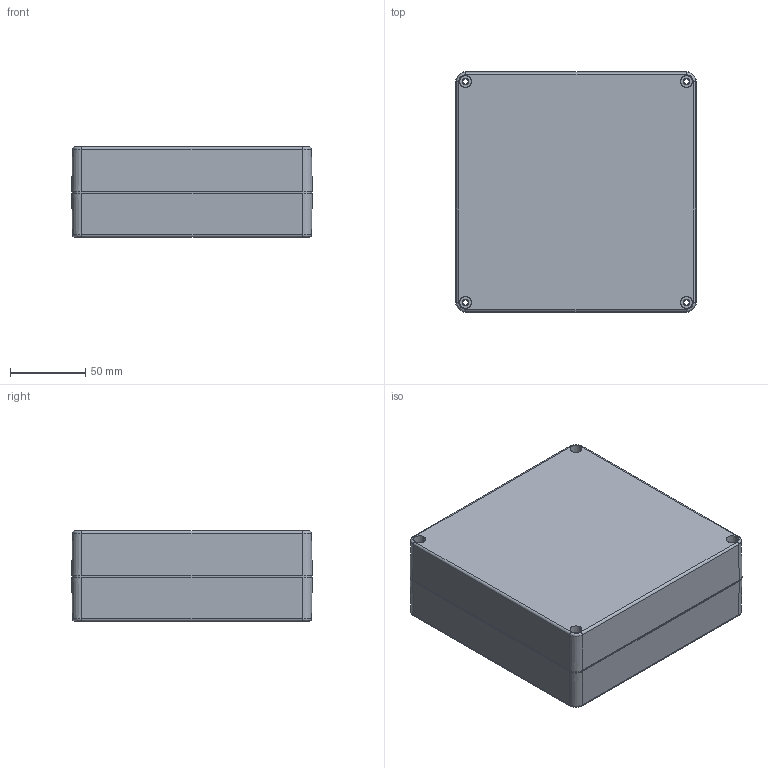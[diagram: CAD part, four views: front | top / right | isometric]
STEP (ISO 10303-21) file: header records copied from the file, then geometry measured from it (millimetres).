
FILE_DESCRIPTION (( 'STEP AP214' ), '1' );
FILE_NAME ('P287-IP67;A396-IP67.STEP', '2020-02-15T06:16:12', ( '' ), ( '' ), 'SwSTEP 2.0', 'SolidWorks 2014', '' );
FILE_SCHEMA (( 'AUTOMOTIVE_DESIGN' ));
Length unit declared in the file: millimetre
Products named in the file (4): G287 ,G396-COVER-GASKET; G287 ,G396-COVER; G287 ,G396-BASE; P287-IP67;A396-IP67
Assembly tree (3 placements, depth 2):
  P287-IP67;A396-IP67
    G287 ,G396-BASE
    G287 ,G396-COVER
    G287 ,G396-COVER-GASKET
Bounding box: 160 x 160 x 60 mm (x, y, z)
Volume: 291267.3 mm3; surface area: 200952.7 mm2
Topology: 3 solids, 3 shells, 749 faces, 1929 edges, 1236 vertices
Faces by surface type: plane 294, cylinder 214, cone 185, torus 48, bspline 8
Entity records: 24029 total; most frequent: CARTESIAN_POINT 5178, DIRECTION 4087, ORIENTED_EDGE 3858, EDGE_CURVE 1929, AXIS2_PLACEMENT_3D 1573, VERTEX_POINT 1236, LINE 941, VECTOR 941
